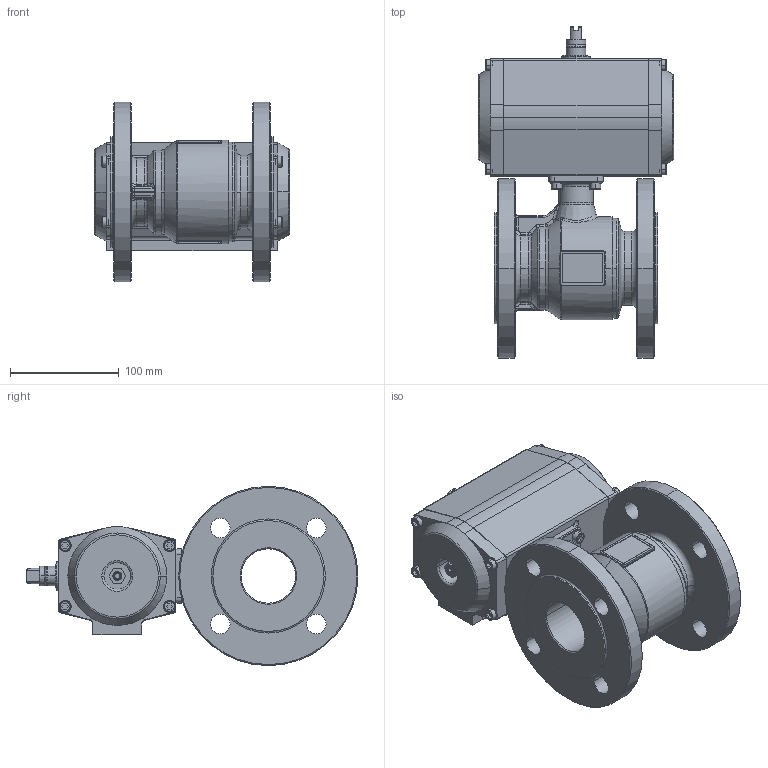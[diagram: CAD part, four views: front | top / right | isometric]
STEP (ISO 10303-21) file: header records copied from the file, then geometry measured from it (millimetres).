
FILE_DESCRIPTION(('STEP AP214'),'1');
FILE_NAME('valve_akp75-50-16-b-gte88-8f.stp','2018-02-27T10:14:16',('TraceParts'),('TraceParts S.A.'),'Spatial InterOp 3D',' ',' ');
FILE_SCHEMA(('automotive_design'));
Length unit declared in the file: millimetre
Products named in the file (26): valve_akp75-50-16-b-gte88-8f_1; valve_akp75-50-16-b-gte88-8f_2; valve_akp75-50-16-b-gte88-8f_3; valve_akp75-50-16-b-gte88-8f_4; valve_akp75-50-16-b-gte88-8f_5; valve_akp75-50-16-b-gte88-8f_6; valve_akp75-50-16-b-gte88-8f_7; valve_akp75-50-16-b-gte88-8f_8; valve_akp75-50-16-b-gte88-8f_9; valve_akp75-50-16-b-gte88-8f_10; valve_akp75-50-16-b-gte88-8f_11; valve_akp75-50-16-b-gte88-8f_12; valve_akp75-50-16-b-gte88-8f_13; valve_akp75-50-16-b-gte88-8f_14; valve_akp75-50-16-b-gte88-8f_15; valve_akp75-50-16-b-gte88-8f_16; valve_akp75-50-16-b-gte88-8f_17; valve_akp75-50-16-b-gte88-8f_18; valve_akp75-50-16-b-gte88-8f_19; valve_akp75-50-16-b-gte88-8f_20; valve_akp75-50-16-b-gte88-8f_21; valve_akp75-50-16-b-gte88-8f_22; valve_akp75-50-16-b-gte88-8f_23; valve_akp75-50-16-b-gte88-8f_24; valve_akp75-50-16-b-gte88-8f_25; valve_akp75-50-16-b-gte88-8f_26
Bounding box: 179.5 x 305.5 x 165 mm (x, y, z)
Volume: 2002399.4 mm3; surface area: 362559.2 mm2
Topology: 26 solids, 26 shells, 1257 faces, 3122 edges, 1971 vertices
Faces by surface type: cylinder 413, plane 389, cone 193, bspline 134, torus 124, sphere 4
Entity records: 50610 total; most frequent: CARTESIAN_POINT 10116, DIRECTION 6368, ORIENTED_EDGE 6148, EDGE_CURVE 3074, AXIS2_PLACEMENT_3D 2508, VERTEX_POINT 1971, EDGE_LOOP 1435, LINE 1352
